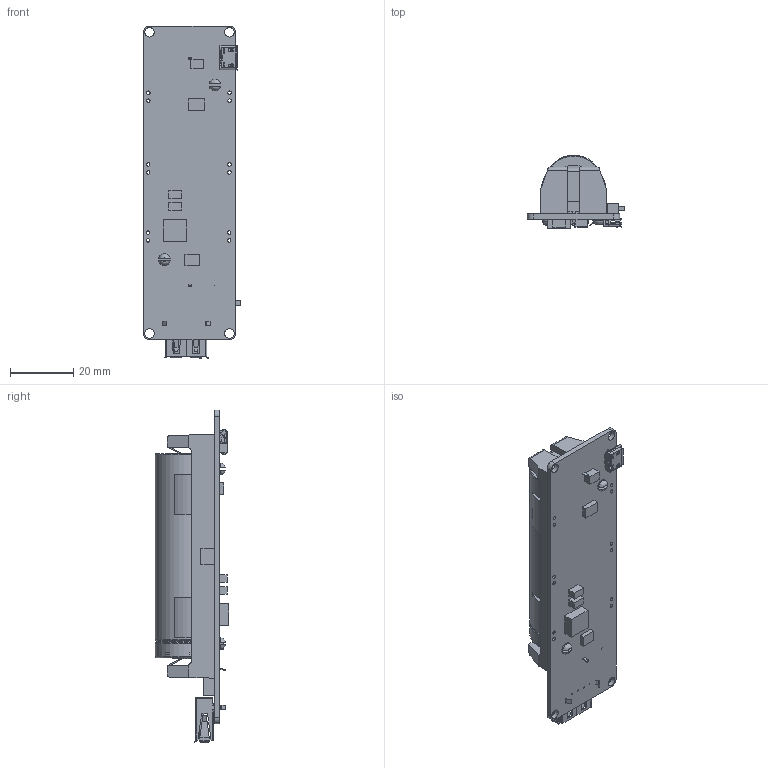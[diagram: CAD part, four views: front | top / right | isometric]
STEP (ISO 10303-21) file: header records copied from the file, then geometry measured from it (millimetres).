
FILE_DESCRIPTION(/* description */ (''),/* implementation_level */ '2;1');
FILE_NAME(/* name */ 'Wemos Battery Shield V3.step',/* time_stamp */ '2020-09-12T00:12:33+02:00',/* author */ (''),/* organization */ (''),/* preprocessor_version */ 'ST-DEVELOPER v18.1',/* originating_system */ 'Autodesk Translation Framework v9.3.0.1241',/* authorisation */ '');
FILE_SCHEMA (('AUTOMOTIVE_DESIGN { 1 0 10303 214 3 1 1 }'));
Length unit declared in the file: millimetre
Products named in the file (11): Battery Shield; Component2; Placa; PANASONIC_NCR-18650B; Battery Holder; Female USB; Micro USB; shield; socket_housing; socket_plate; terminal
Assembly tree (14 placements, depth 4):
  Battery Shield
    Component2
      Placa
      PANASONIC_NCR-18650B
      Battery Holder
      Female USB
      Micro USB
        shield
        socket_housing
        socket_plate
        terminal  x5
Bounding box: 30.9 x 23.25 x 105.05 mm (x, y, z)
Volume: 27957.7 mm3; surface area: 28167.6 mm2
Topology: 24 solids, 24 shells, 1664 faces, 4204 edges, 2567 vertices
Faces by surface type: plane 1116, cylinder 425, bspline 67, torus 37, cone 16, sphere 3
Full cylindrical faces by diameter (mm): 0.6 x4, 1.1 x12, 1.575 x1, 2.921 x2, 3 x4, 10 x1, 12 x2, 17 x3, 17.003 x1, 17.3 x1, 17.6 x1, 18 x6, 18.3 x2
Entity records: 47374 total; most frequent: CARTESIAN_POINT 10070, ORIENTED_EDGE 7746, DIRECTION 7526, EDGE_CURVE 3873, LINE 2842, VECTOR 2842, VERTEX_POINT 2389, AXIS2_PLACEMENT_3D 2342
